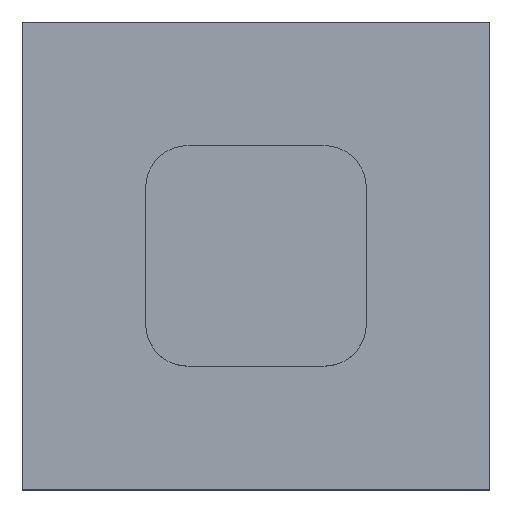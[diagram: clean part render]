
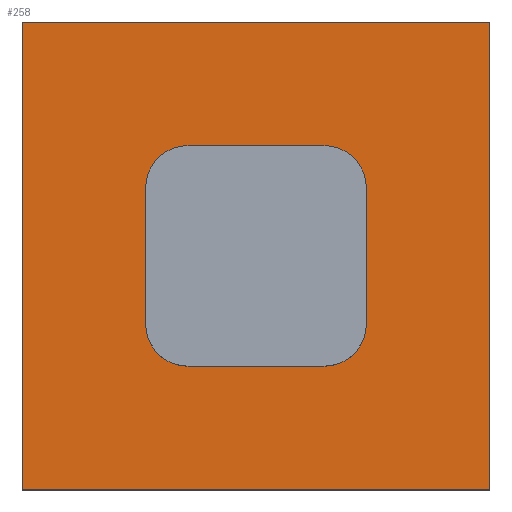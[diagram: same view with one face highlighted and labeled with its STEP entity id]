
A CAD part, top view. The second image highlights one B-rep face of the part: STEP entity #258.
In plain terms, the highlighted planar face has unit normal (0, 0, 1).
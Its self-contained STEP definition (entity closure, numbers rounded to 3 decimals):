
#19=FACE_BOUND('',#44,.T.);
#20=CIRCLE('',#288,3.8);
#21=CIRCLE('',#289,3.8);
#22=CIRCLE('',#290,3.8);
#23=CIRCLE('',#291,3.8);
#28=FACE_OUTER_BOUND('',#43,.T.);
#43=EDGE_LOOP('',(#175,#176,#177,#178));
#44=EDGE_LOOP('',(#179,#180,#181,#182,#183,#184,#185,#186));
#59=LINE('',#390,#87);
#60=LINE('',#392,#88);
#61=LINE('',#394,#89);
#62=LINE('',#395,#90);
#63=LINE('',#400,#91);
#64=LINE('',#404,#92);
#65=LINE('',#408,#93);
#66=LINE('',#411,#94);
#87=VECTOR('',#314,10.);
#88=VECTOR('',#315,10.);
#89=VECTOR('',#316,10.);
#90=VECTOR('',#317,10.);
#91=VECTOR('',#320,10.);
#92=VECTOR('',#323,10.);
#93=VECTOR('',#326,10.);
#94=VECTOR('',#329,10.);
#115=VERTEX_POINT('',#388);
#116=VERTEX_POINT('',#389);
#117=VERTEX_POINT('',#391);
#118=VERTEX_POINT('',#393);
#119=VERTEX_POINT('',#396);
#120=VERTEX_POINT('',#397);
#121=VERTEX_POINT('',#399);
#122=VERTEX_POINT('',#401);
#123=VERTEX_POINT('',#403);
#124=VERTEX_POINT('',#405);
#125=VERTEX_POINT('',#407);
#126=VERTEX_POINT('',#409);
#139=EDGE_CURVE('',#115,#116,#59,.T.);
#140=EDGE_CURVE('',#116,#117,#60,.T.);
#141=EDGE_CURVE('',#117,#118,#61,.T.);
#142=EDGE_CURVE('',#118,#115,#62,.T.);
#143=EDGE_CURVE('',#119,#120,#20,.T.);
#144=EDGE_CURVE('',#121,#119,#63,.T.);
#145=EDGE_CURVE('',#122,#121,#21,.T.);
#146=EDGE_CURVE('',#123,#122,#64,.T.);
#147=EDGE_CURVE('',#124,#123,#22,.T.);
#148=EDGE_CURVE('',#125,#124,#65,.T.);
#149=EDGE_CURVE('',#126,#125,#23,.T.);
#150=EDGE_CURVE('',#120,#126,#66,.T.);
#175=ORIENTED_EDGE('',*,*,#139,.T.);
#176=ORIENTED_EDGE('',*,*,#140,.T.);
#177=ORIENTED_EDGE('',*,*,#141,.T.);
#178=ORIENTED_EDGE('',*,*,#142,.T.);
#179=ORIENTED_EDGE('',*,*,#143,.F.);
#180=ORIENTED_EDGE('',*,*,#144,.F.);
#181=ORIENTED_EDGE('',*,*,#145,.F.);
#182=ORIENTED_EDGE('',*,*,#146,.F.);
#183=ORIENTED_EDGE('',*,*,#147,.F.);
#184=ORIENTED_EDGE('',*,*,#148,.F.);
#185=ORIENTED_EDGE('',*,*,#149,.F.);
#186=ORIENTED_EDGE('',*,*,#150,.F.);
#247=PLANE('',#287);
#258=ADVANCED_FACE('',(#28,#19),#247,.T.);
#287=AXIS2_PLACEMENT_3D('',#387,#312,#313);
#288=AXIS2_PLACEMENT_3D('',#398,#318,#319);
#289=AXIS2_PLACEMENT_3D('',#402,#321,#322);
#290=AXIS2_PLACEMENT_3D('',#406,#324,#325);
#291=AXIS2_PLACEMENT_3D('',#410,#327,#328);
#312=DIRECTION('center_axis',(0.,0.,1.));
#313=DIRECTION('ref_axis',(1.,0.,0.));
#314=DIRECTION('',(-1.,0.,0.));
#315=DIRECTION('',(0.,-1.,0.));
#316=DIRECTION('',(1.,0.,0.));
#317=DIRECTION('',(0.,1.,0.));
#318=DIRECTION('center_axis',(0.,0.,1.));
#319=DIRECTION('ref_axis',(0.707,0.707,0.));
#320=DIRECTION('',(0.,1.,0.));
#321=DIRECTION('center_axis',(0.,0.,1.));
#322=DIRECTION('ref_axis',(0.707,-0.707,0.));
#323=DIRECTION('',(1.,0.,0.));
#324=DIRECTION('center_axis',(0.,0.,1.));
#325=DIRECTION('ref_axis',(-0.707,-0.707,0.));
#326=DIRECTION('',(0.,-1.,0.));
#327=DIRECTION('center_axis',(0.,0.,1.));
#328=DIRECTION('ref_axis',(-0.707,0.707,0.));
#329=DIRECTION('',(-1.,0.,0.));
#387=CARTESIAN_POINT('Origin',(48.57,-65.527,10.));
#388=CARTESIAN_POINT('',(69.57,-44.527,10.));
#389=CARTESIAN_POINT('',(27.57,-44.527,10.));
#390=CARTESIAN_POINT('',(27.57,-44.527,10.));
#391=CARTESIAN_POINT('',(27.57,-86.527,10.));
#392=CARTESIAN_POINT('',(27.57,-86.527,10.));
#393=CARTESIAN_POINT('',(69.57,-86.527,10.));
#394=CARTESIAN_POINT('',(69.57,-86.527,10.));
#395=CARTESIAN_POINT('',(69.57,-44.527,10.));
#396=CARTESIAN_POINT('',(58.47,-59.427,10.));
#397=CARTESIAN_POINT('',(54.67,-55.627,10.));
#398=CARTESIAN_POINT('Origin',(54.67,-59.427,10.));
#399=CARTESIAN_POINT('',(58.47,-71.627,10.));
#400=CARTESIAN_POINT('',(58.47,-75.427,10.));
#401=CARTESIAN_POINT('',(54.67,-75.427,10.));
#402=CARTESIAN_POINT('Origin',(54.67,-71.627,10.));
#403=CARTESIAN_POINT('',(42.47,-75.427,10.));
#404=CARTESIAN_POINT('',(38.67,-75.427,10.));
#405=CARTESIAN_POINT('',(38.67,-71.627,10.));
#406=CARTESIAN_POINT('Origin',(42.47,-71.627,10.));
#407=CARTESIAN_POINT('',(38.67,-59.427,10.));
#408=CARTESIAN_POINT('',(38.67,-55.627,10.));
#409=CARTESIAN_POINT('',(42.47,-55.627,10.));
#410=CARTESIAN_POINT('Origin',(42.47,-59.427,10.));
#411=CARTESIAN_POINT('',(58.47,-55.627,10.));
